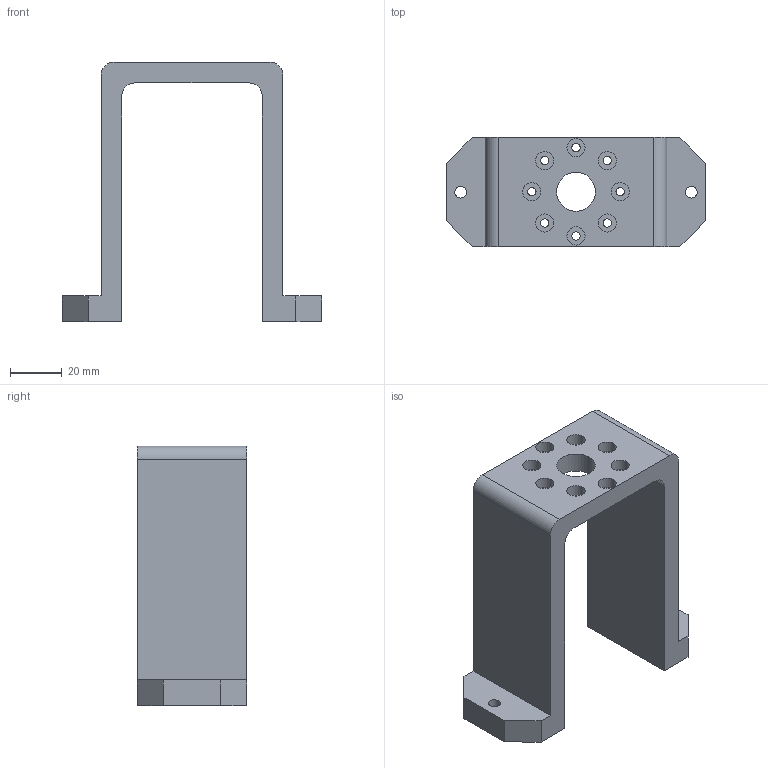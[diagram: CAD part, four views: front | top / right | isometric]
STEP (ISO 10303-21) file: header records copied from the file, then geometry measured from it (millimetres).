
FILE_DESCRIPTION( ( 'Unknown' ), '1' );
FILE_NAME( '喇叭转接工装1（S3.8.11365）（公开）.stp', 'Unknown', ( 'Unknown' ), ( 'Unknown' ), 'XStep 1.0', 'Unknown', ' ' );
FILE_SCHEMA( ( 'automotive_design' ) );
Length unit declared in the file: millimetre
Products named in the file (1): 1
Bounding box: 100 x 42 x 100 mm (x, y, z)
Volume: 92601.6 mm3; surface area: 29384.3 mm2
Topology: 1 solids, 1 shells, 49 faces, 120 edges, 81 vertices
Faces by surface type: plane 26, cylinder 23
Full cylindrical faces by diameter (mm): 3.2 x8, 4.5 x2, 7 x8, 15 x1
Entity records: 1794 total; most frequent: DIRECTION 244, CARTESIAN_POINT 226, ORIENTED_EDGE 196, EDGE_LOOP 98, EDGE_CURVE 98, AXIS2_PLACEMENT_3D 96, VERTEX_POINT 78, FACE_OUTER_BOUND 68
